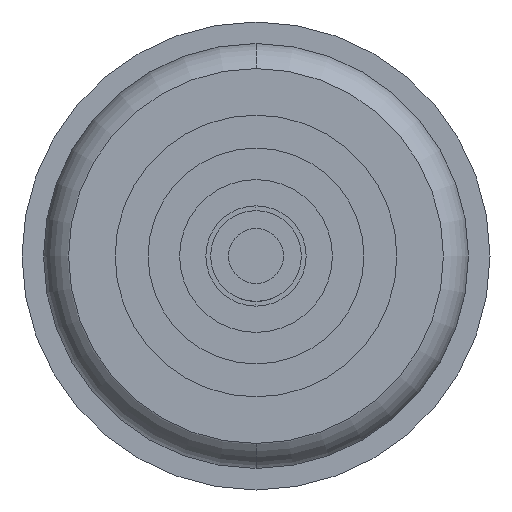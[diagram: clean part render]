
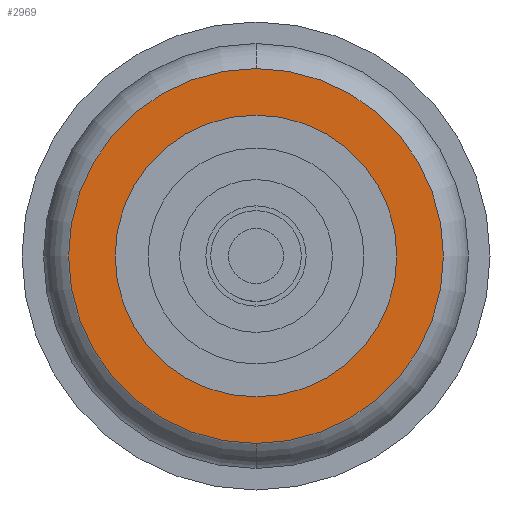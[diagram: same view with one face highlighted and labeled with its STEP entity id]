
A CAD part, left-side view. The second image highlights one B-rep face of the part: STEP entity #2969.
In plain terms, the highlighted planar face has unit normal (-1, 0, 0).
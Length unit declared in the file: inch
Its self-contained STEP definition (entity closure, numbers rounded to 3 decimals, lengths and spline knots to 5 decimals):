
#48 = CARTESIAN_POINT ( 'NONE',  ( 0., 0., 0. ) ) ;
#97 = DIRECTION ( 'NONE',  ( 1., 0., 0. ) ) ;
#116 = CARTESIAN_POINT ( 'NONE',  ( 0., 0., 0. ) ) ;
#145 = AXIS2_PLACEMENT_3D ( 'NONE', #1714, #1469, #424 ) ;
#155 = ORIENTED_EDGE ( 'NONE', *, *, #2239, .F. ) ;
#294 = DIRECTION ( 'NONE',  ( 0., 0., -1. ) ) ;
#318 = DIRECTION ( 'NONE',  ( 1., 0., 0. ) ) ;
#414 = VERTEX_POINT ( 'NONE', #870 ) ;
#424 = DIRECTION ( 'NONE',  ( 0., 0., -1. ) ) ;
#462 = ORIENTED_EDGE ( 'NONE', *, *, #1535, .T. ) ;
#472 = DIRECTION ( 'NONE',  ( 1., 0., 0. ) ) ;
#490 = FACE_BOUND ( 'NONE', #733, .T. ) ;
#542 = CIRCLE ( 'NONE', #145, 0.059 ) ;
#704 = AXIS2_PLACEMENT_3D ( 'NONE', #48, #318, #294 ) ;
#733 = EDGE_LOOP ( 'NONE', ( #2502, #462 ) ) ;
#806 = ORIENTED_EDGE ( 'NONE', *, *, #2532, .F. ) ;
#829 = FACE_OUTER_BOUND ( 'NONE', #2274, .T. ) ;
#870 = CARTESIAN_POINT ( 'NONE',  ( 0., 0., 0.0785 ) ) ;
#894 = DIRECTION ( 'NONE',  ( 0., 0., -1. ) ) ;
#1052 = VERTEX_POINT ( 'NONE', #1408 ) ;
#1055 = AXIS2_PLACEMENT_3D ( 'NONE', #2854, #472, #3109 ) ;
#1174 = VERTEX_POINT ( 'NONE', #3323 ) ;
#1295 = CIRCLE ( 'NONE', #1055, 0.0785 ) ;
#1408 = CARTESIAN_POINT ( 'NONE',  ( 0., 0., 0.059 ) ) ;
#1413 = EDGE_CURVE ( 'NONE', #2567, #1052, #2440, .T. ) ;
#1425 = DIRECTION ( 'NONE',  ( 1., 0., 0. ) ) ;
#1446 = DIRECTION ( 'NONE',  ( 0., 0., -1. ) ) ;
#1469 = DIRECTION ( 'NONE',  ( 1., 0., 0. ) ) ;
#1535 = EDGE_CURVE ( 'NONE', #1052, #2567, #542, .T. ) ;
#1571 = CARTESIAN_POINT ( 'NONE',  ( 0., 0., -0.059 ) ) ;
#1714 = CARTESIAN_POINT ( 'NONE',  ( 0., 0., 0. ) ) ;
#2088 = AXIS2_PLACEMENT_3D ( 'NONE', #2174, #1425, #894 ) ;
#2101 = CIRCLE ( 'NONE', #2429, 0.0785 ) ;
#2174 = CARTESIAN_POINT ( 'NONE',  ( 0., 0., 0. ) ) ;
#2239 = EDGE_CURVE ( 'NONE', #414, #1174, #2101, .T. ) ;
#2274 = EDGE_LOOP ( 'NONE', ( #155, #806 ) ) ;
#2429 = AXIS2_PLACEMENT_3D ( 'NONE', #116, #97, #1446 ) ;
#2440 = CIRCLE ( 'NONE', #2088, 0.059 ) ;
#2502 = ORIENTED_EDGE ( 'NONE', *, *, #1413, .T. ) ;
#2532 = EDGE_CURVE ( 'NONE', #1174, #414, #1295, .T. ) ;
#2567 = VERTEX_POINT ( 'NONE', #1571 ) ;
#2854 = CARTESIAN_POINT ( 'NONE',  ( 0., 0., 0. ) ) ;
#2947 = PLANE ( 'NONE',  #704 ) ;
#2969 = ADVANCED_FACE ( 'NONE', ( #490, #829 ), #2947, .F. ) ;
#3109 = DIRECTION ( 'NONE',  ( 0., 0., -1. ) ) ;
#3323 = CARTESIAN_POINT ( 'NONE',  ( 0., 0., -0.0785 ) ) ;
